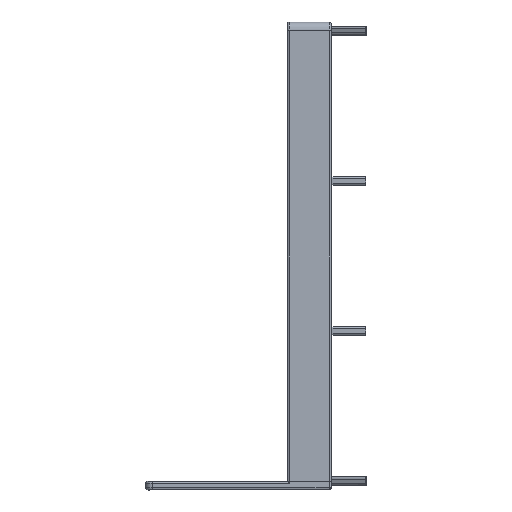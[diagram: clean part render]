
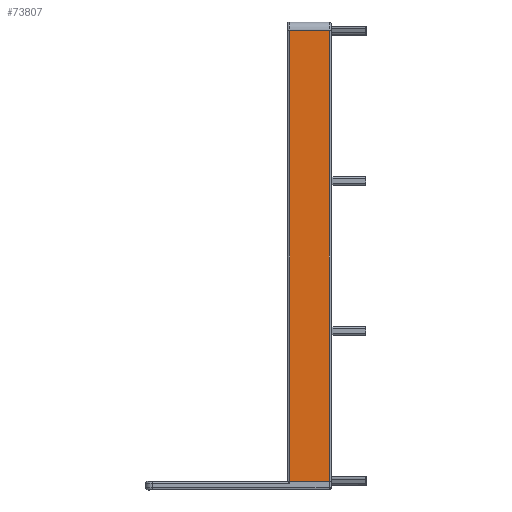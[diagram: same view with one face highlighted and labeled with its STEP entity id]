
A CAD part, left-side view. The second image highlights one B-rep face of the part: STEP entity #73807.
In plain terms, the highlighted planar face has unit normal (-1, 0, 0).
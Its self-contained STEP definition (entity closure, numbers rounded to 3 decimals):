
#807 = DIRECTION ( 'NONE',  ( 0., -1., 0. ) ) ;
#9200 = ORIENTED_EDGE ( 'NONE', *, *, #132272, .T. ) ;
#10517 = DIRECTION ( 'NONE',  ( 1., 0., 0. ) ) ;
#11338 = EDGE_LOOP ( 'NONE', ( #19483, #90329, #23227, #9200 ) ) ;
#13281 = CARTESIAN_POINT ( 'NONE',  ( -1017.5, 169.9, 2040.5 ) ) ;
#18460 = VERTEX_POINT ( 'NONE', #130427 ) ;
#19483 = ORIENTED_EDGE ( 'NONE', *, *, #88206, .F. ) ;
#22617 = CARTESIAN_POINT ( 'NONE',  ( -1017.5, 159.9, -9.5 ) ) ;
#23227 = ORIENTED_EDGE ( 'NONE', *, *, #107663, .F. ) ;
#23821 = DIRECTION ( 'NONE',  ( 0., 0., -1. ) ) ;
#37428 = VERTEX_POINT ( 'NONE', #13281 ) ;
#41192 = DIRECTION ( 'NONE',  ( 0., 1., 0. ) ) ;
#41367 = DIRECTION ( 'NONE',  ( 0., 1., 0. ) ) ;
#44074 = CARTESIAN_POINT ( 'NONE',  ( -1017.5, 259.9, 1015.5 ) ) ;
#44323 = VECTOR ( 'NONE', #93881, 1000. ) ;
#44433 = VECTOR ( 'NONE', #807, 1000. ) ;
#52013 = EDGE_CURVE ( 'NONE', #99391, #37428, #62321, .T. ) ;
#54396 = PLANE ( 'NONE',  #103113 ) ;
#62321 = LINE ( 'NONE', #104150, #44323 ) ;
#65048 = CARTESIAN_POINT ( 'NONE',  ( -1017.5, 349.9, -9.5 ) ) ;
#70316 = CARTESIAN_POINT ( 'NONE',  ( -1017.5, 349.9, -9.5 ) ) ;
#72770 = LINE ( 'NONE', #22617, #91763 ) ;
#73807 = ADVANCED_FACE ( 'NONE', ( #75624 ), #54396, .F. ) ;
#75624 = FACE_OUTER_BOUND ( 'NONE', #11338, .T. ) ;
#83820 = LINE ( 'NONE', #124293, #44433 ) ;
#88206 = EDGE_CURVE ( 'NONE', #99391, #104972, #72770, .T. ) ;
#90329 = ORIENTED_EDGE ( 'NONE', *, *, #52013, .T. ) ;
#91763 = VECTOR ( 'NONE', #41192, 1000. ) ;
#93881 = DIRECTION ( 'NONE',  ( 0., 0., 1. ) ) ;
#99391 = VERTEX_POINT ( 'NONE', #133352 ) ;
#103113 = AXIS2_PLACEMENT_3D ( 'NONE', #44074, #10517, #41367 ) ;
#104150 = CARTESIAN_POINT ( 'NONE',  ( -1017.5, 169.9, 2040.5 ) ) ;
#104972 = VERTEX_POINT ( 'NONE', #70316 ) ;
#107663 = EDGE_CURVE ( 'NONE', #18460, #37428, #83820, .T. ) ;
#124293 = CARTESIAN_POINT ( 'NONE',  ( -1017.5, 359.9, 2040.5 ) ) ;
#126759 = LINE ( 'NONE', #65048, #128305 ) ;
#128305 = VECTOR ( 'NONE', #23821, 1000. ) ;
#130427 = CARTESIAN_POINT ( 'NONE',  ( -1017.5, 349.9, 2040.5 ) ) ;
#132272 = EDGE_CURVE ( 'NONE', #18460, #104972, #126759, .T. ) ;
#133352 = CARTESIAN_POINT ( 'NONE',  ( -1017.5, 169.9, -9.5 ) ) ;
